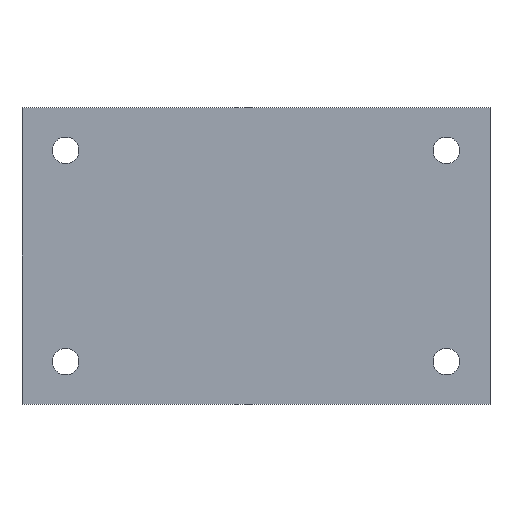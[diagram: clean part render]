
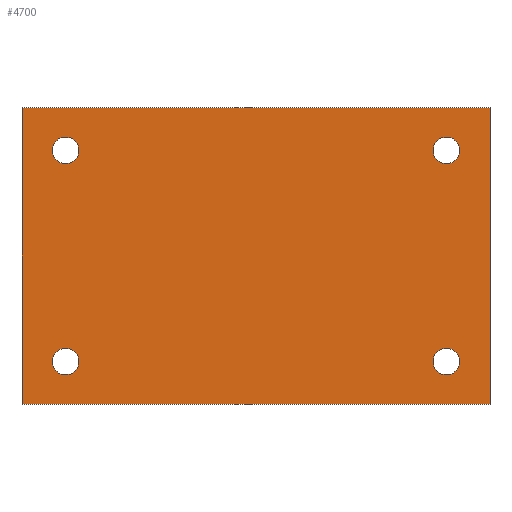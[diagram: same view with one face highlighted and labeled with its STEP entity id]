
A CAD part, front view. The second image highlights one B-rep face of the part: STEP entity #4700.
In plain terms, the highlighted planar face has unit normal (0, -1, 0).
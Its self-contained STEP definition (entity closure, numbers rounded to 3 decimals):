
#58 = DIRECTION ( 'NONE',  ( 0., 1., 0. ) ) ;
#77 = LINE ( 'NONE', #5250, #115 ) ;
#115 = VECTOR ( 'NONE', #5175, 1000. ) ;
#166 = CARTESIAN_POINT ( 'NONE',  ( 52.6, -1.27, 11.43 ) ) ;
#249 = DIRECTION ( 'NONE',  ( 0., 0., -1. ) ) ;
#253 = VECTOR ( 'NONE', #1175, 1000. ) ;
#399 = AXIS2_PLACEMENT_3D ( 'NONE', #4259, #4325, #249 ) ;
#427 = ORIENTED_EDGE ( 'NONE', *, *, #3988, .T. ) ;
#467 = CARTESIAN_POINT ( 'NONE',  ( 58., -1.27, -18.4 ) ) ;
#528 = ORIENTED_EDGE ( 'NONE', *, *, #4707, .T. ) ;
#547 = CARTESIAN_POINT ( 'NONE',  ( 0., -1.27, -18.4 ) ) ;
#550 = DIRECTION ( 'NONE',  ( 0., 1., 0. ) ) ;
#560 = EDGE_CURVE ( 'NONE', #917, #2663, #5183, .T. ) ;
#615 = CARTESIAN_POINT ( 'NONE',  ( 58., -1.27, -18.4 ) ) ;
#661 = EDGE_CURVE ( 'NONE', #2484, #917, #4389, .T. ) ;
#809 = DIRECTION ( 'NONE',  ( 0., 0., 1. ) ) ;
#814 = DIRECTION ( 'NONE',  ( 0., 0., -1. ) ) ;
#823 = DIRECTION ( 'NONE',  ( 0., 0., -1. ) ) ;
#902 = VERTEX_POINT ( 'NONE', #3544 ) ;
#917 = VERTEX_POINT ( 'NONE', #467 ) ;
#943 = CIRCLE ( 'NONE', #1580, 1.65 ) ;
#986 = DIRECTION ( 'NONE',  ( 0., 0., -1. ) ) ;
#988 = AXIS2_PLACEMENT_3D ( 'NONE', #4622, #58, #5227 ) ;
#1076 = CARTESIAN_POINT ( 'NONE',  ( 52.6, -1.27, 13.08 ) ) ;
#1126 = DIRECTION ( 'NONE',  ( 0., 0., 1. ) ) ;
#1175 = DIRECTION ( 'NONE',  ( -1., 0., 0. ) ) ;
#1228 = FACE_BOUND ( 'NONE', #6553, .T. ) ;
#1295 = EDGE_CURVE ( 'NONE', #2052, #3281, #1483, .T. ) ;
#1297 = AXIS2_PLACEMENT_3D ( 'NONE', #6330, #2675, #1126 ) ;
#1382 = DIRECTION ( 'NONE',  ( 0., 1., 0. ) ) ;
#1405 = DIRECTION ( 'NONE',  ( 0., 0., 1. ) ) ;
#1420 = CARTESIAN_POINT ( 'NONE',  ( 58., -1.27, 18.4 ) ) ;
#1483 = CIRCLE ( 'NONE', #6605, 1.65 ) ;
#1490 = ORIENTED_EDGE ( 'NONE', *, *, #2387, .T. ) ;
#1496 = ORIENTED_EDGE ( 'NONE', *, *, #560, .F. ) ;
#1529 = ORIENTED_EDGE ( 'NONE', *, *, #3902, .T. ) ;
#1580 = AXIS2_PLACEMENT_3D ( 'NONE', #4997, #5512, #986 ) ;
#1609 = FACE_BOUND ( 'NONE', #3568, .T. ) ;
#1634 = DIRECTION ( 'NONE',  ( 0., 0., -1. ) ) ;
#1642 = EDGE_CURVE ( 'NONE', #3281, #2052, #4702, .T. ) ;
#1853 = VECTOR ( 'NONE', #823, 1000. ) ;
#2052 = VERTEX_POINT ( 'NONE', #3904 ) ;
#2096 = CARTESIAN_POINT ( 'NONE',  ( 5.4, -1.27, 13.08 ) ) ;
#2200 = FACE_BOUND ( 'NONE', #6068, .T. ) ;
#2278 = LINE ( 'NONE', #4788, #5728 ) ;
#2333 = VERTEX_POINT ( 'NONE', #2867 ) ;
#2387 = EDGE_CURVE ( 'NONE', #3979, #2333, #4082, .T. ) ;
#2484 = VERTEX_POINT ( 'NONE', #3668 ) ;
#2643 = EDGE_LOOP ( 'NONE', ( #2728, #2689 ) ) ;
#2663 = VERTEX_POINT ( 'NONE', #547 ) ;
#2675 = DIRECTION ( 'NONE',  ( 0., 1., 0. ) ) ;
#2689 = ORIENTED_EDGE ( 'NONE', *, *, #3179, .T. ) ;
#2706 = CARTESIAN_POINT ( 'NONE',  ( 5.4, -1.27, 14.73 ) ) ;
#2728 = ORIENTED_EDGE ( 'NONE', *, *, #4813, .T. ) ;
#2759 = ORIENTED_EDGE ( 'NONE', *, *, #3583, .T. ) ;
#2798 = DIRECTION ( 'NONE',  ( 0., 1., 0. ) ) ;
#2867 = CARTESIAN_POINT ( 'NONE',  ( 5.4, -1.27, -11.43 ) ) ;
#2880 = DIRECTION ( 'NONE',  ( -1., 0., 0. ) ) ;
#3006 = DIRECTION ( 'NONE',  ( 0., 1., 0. ) ) ;
#3029 = EDGE_LOOP ( 'NONE', ( #528, #1496, #3536, #3833 ) ) ;
#3070 = DIRECTION ( 'NONE',  ( 0., 0., 1. ) ) ;
#3179 = EDGE_CURVE ( 'NONE', #6428, #4097, #943, .T. ) ;
#3181 = ORIENTED_EDGE ( 'NONE', *, *, #1295, .T. ) ;
#3281 = VERTEX_POINT ( 'NONE', #166 ) ;
#3286 = CIRCLE ( 'NONE', #399, 1.65 ) ;
#3536 = ORIENTED_EDGE ( 'NONE', *, *, #661, .F. ) ;
#3544 = CARTESIAN_POINT ( 'NONE',  ( 0., -1.27, 18.4 ) ) ;
#3568 = EDGE_LOOP ( 'NONE', ( #1529, #1490 ) ) ;
#3583 = EDGE_CURVE ( 'NONE', #3757, #4773, #3286, .T. ) ;
#3668 = CARTESIAN_POINT ( 'NONE',  ( 58., -1.27, 18.4 ) ) ;
#3757 = VERTEX_POINT ( 'NONE', #2706 ) ;
#3826 = AXIS2_PLACEMENT_3D ( 'NONE', #5851, #1382, #814 ) ;
#3833 = ORIENTED_EDGE ( 'NONE', *, *, #6521, .T. ) ;
#3902 = EDGE_CURVE ( 'NONE', #2333, #3979, #5103, .T. ) ;
#3904 = CARTESIAN_POINT ( 'NONE',  ( 52.6, -1.27, 14.73 ) ) ;
#3963 = AXIS2_PLACEMENT_3D ( 'NONE', #5341, #2798, #809 ) ;
#3979 = VERTEX_POINT ( 'NONE', #5165 ) ;
#3988 = EDGE_CURVE ( 'NONE', #4773, #3757, #5977, .T. ) ;
#4082 = CIRCLE ( 'NONE', #3963, 1.65 ) ;
#4097 = VERTEX_POINT ( 'NONE', #6121 ) ;
#4214 = CARTESIAN_POINT ( 'NONE',  ( 5.4, -1.27, 11.43 ) ) ;
#4254 = AXIS2_PLACEMENT_3D ( 'NONE', #6588, #3006, #3070 ) ;
#4259 = CARTESIAN_POINT ( 'NONE',  ( 5.4, -1.27, 13.08 ) ) ;
#4325 = DIRECTION ( 'NONE',  ( 0., 1., 0. ) ) ;
#4389 = LINE ( 'NONE', #1420, #1853 ) ;
#4621 = CARTESIAN_POINT ( 'NONE',  ( 52.6, -1.27, -14.73 ) ) ;
#4622 = CARTESIAN_POINT ( 'NONE',  ( 52.6, -1.27, 13.08 ) ) ;
#4683 = FACE_BOUND ( 'NONE', #2643, .T. ) ;
#4700 = ADVANCED_FACE ( 'NONE', ( #4683, #2200, #1228, #1609, #6269 ), #6303, .F. ) ;
#4702 = CIRCLE ( 'NONE', #988, 1.65 ) ;
#4707 = EDGE_CURVE ( 'NONE', #902, #2663, #77, .T. ) ;
#4773 = VERTEX_POINT ( 'NONE', #4214 ) ;
#4788 = CARTESIAN_POINT ( 'NONE',  ( 58., -1.27, 18.4 ) ) ;
#4813 = EDGE_CURVE ( 'NONE', #4097, #6428, #6096, .T. ) ;
#4997 = CARTESIAN_POINT ( 'NONE',  ( 52.6, -1.27, -13.08 ) ) ;
#5103 = CIRCLE ( 'NONE', #4254, 1.65 ) ;
#5165 = CARTESIAN_POINT ( 'NONE',  ( 5.4, -1.27, -14.73 ) ) ;
#5175 = DIRECTION ( 'NONE',  ( 0., 0., -1. ) ) ;
#5178 = ORIENTED_EDGE ( 'NONE', *, *, #1642, .T. ) ;
#5183 = LINE ( 'NONE', #615, #253 ) ;
#5227 = DIRECTION ( 'NONE',  ( 0., 0., 1. ) ) ;
#5250 = CARTESIAN_POINT ( 'NONE',  ( 0., -1.27, 18.4 ) ) ;
#5341 = CARTESIAN_POINT ( 'NONE',  ( 5.4, -1.27, -13.08 ) ) ;
#5512 = DIRECTION ( 'NONE',  ( 0., 1., 0. ) ) ;
#5728 = VECTOR ( 'NONE', #2880, 1000. ) ;
#5762 = AXIS2_PLACEMENT_3D ( 'NONE', #2096, #6188, #1634 ) ;
#5851 = CARTESIAN_POINT ( 'NONE',  ( 52.6, -1.27, -13.08 ) ) ;
#5977 = CIRCLE ( 'NONE', #5762, 1.65 ) ;
#6068 = EDGE_LOOP ( 'NONE', ( #3181, #5178 ) ) ;
#6096 = CIRCLE ( 'NONE', #3826, 1.65 ) ;
#6121 = CARTESIAN_POINT ( 'NONE',  ( 52.6, -1.27, -11.43 ) ) ;
#6188 = DIRECTION ( 'NONE',  ( 0., 1., 0. ) ) ;
#6269 = FACE_OUTER_BOUND ( 'NONE', #3029, .T. ) ;
#6303 = PLANE ( 'NONE',  #1297 ) ;
#6330 = CARTESIAN_POINT ( 'NONE',  ( 58., -1.27, 18.4 ) ) ;
#6428 = VERTEX_POINT ( 'NONE', #4621 ) ;
#6521 = EDGE_CURVE ( 'NONE', #2484, #902, #2278, .T. ) ;
#6553 = EDGE_LOOP ( 'NONE', ( #2759, #427 ) ) ;
#6588 = CARTESIAN_POINT ( 'NONE',  ( 5.4, -1.27, -13.08 ) ) ;
#6605 = AXIS2_PLACEMENT_3D ( 'NONE', #1076, #550, #1405 ) ;
